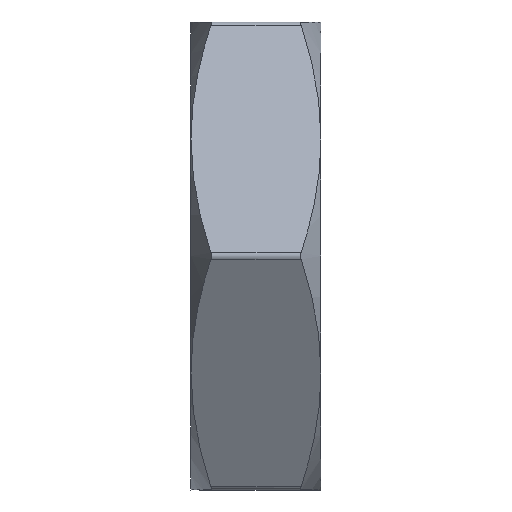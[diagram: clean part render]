
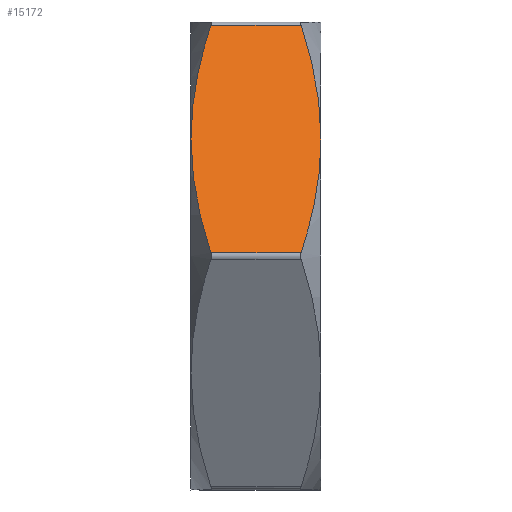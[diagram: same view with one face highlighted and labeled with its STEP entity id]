
A CAD part, left-side view. The second image highlights one B-rep face of the part: STEP entity #15172.
In plain terms, the highlighted planar face has unit normal (-0.866, 0, 0.5).
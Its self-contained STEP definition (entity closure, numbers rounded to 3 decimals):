
#477 = EDGE_CURVE ( 'NONE', #2554, #2730, #8069, .T. ) ;
#808 = CARTESIAN_POINT ( 'NONE',  ( -20.64, 3.475, 0.25 ) ) ;
#844 = CARTESIAN_POINT ( 'NONE',  ( -15.588, -5., 9. ) ) ;
#1112 = EDGE_CURVE ( 'NONE', #2730, #9083, #2156, .T. ) ;
#1323 = CARTESIAN_POINT ( 'NONE',  ( -10.537, 5., 17.75 ) ) ;
#1431 = DIRECTION ( 'NONE',  ( 0., 1., 0. ) ) ;
#1765 = CARTESIAN_POINT ( 'NONE',  ( -19.816, 3.941, 1.678 ) ) ;
#2156 = LINE ( 'NONE', #1323, #7371 ) ;
#2554 = VERTEX_POINT ( 'NONE', #6256 ) ;
#2730 = VERTEX_POINT ( 'NONE', #2733 ) ;
#2733 = CARTESIAN_POINT ( 'NONE',  ( -10.537, -3.475, 17.75 ) ) ;
#3221 = VERTEX_POINT ( 'NONE', #4584 ) ;
#3341 = CARTESIAN_POINT ( 'NONE',  ( -18.981, -4.326, 3.124 ) ) ;
#3573 = CARTESIAN_POINT ( 'NONE',  ( -13.878, 4.855, 11.962 ) ) ;
#3910 = CARTESIAN_POINT ( 'NONE',  ( -20.785, 5., 0. ) ) ;
#4117 = CARTESIAN_POINT ( 'NONE',  ( -16.018, 4.991, 8.256 ) ) ;
#4350 = EDGE_LOOP ( 'NONE', ( #12054, #7231, #13857, #10319, #14772, #6326 ) ) ;
#4584 = CARTESIAN_POINT ( 'NONE',  ( -15.588, 5., 9. ) ) ;
#4885 = EDGE_CURVE ( 'NONE', #3221, #6655, #10984, .T. ) ;
#5104 = DIRECTION ( 'NONE',  ( -0.5, 0., -0.866 ) ) ;
#5329 = CARTESIAN_POINT ( 'NONE',  ( -17.299, 4.825, 6.037 ) ) ;
#5681 = CARTESIAN_POINT ( 'NONE',  ( -14.73, -4.956, 10.486 ) ) ;
#5732 = CARTESIAN_POINT ( 'NONE',  ( -13.878, -4.825, 11.963 ) ) ;
#6256 = CARTESIAN_POINT ( 'NONE',  ( -15.588, -5., 9. ) ) ;
#6326 = ORIENTED_EDGE ( 'NONE', *, *, #6538, .T. ) ;
#6523 = CARTESIAN_POINT ( 'NONE',  ( -18.984, 4.324, 3.119 ) ) ;
#6538 = EDGE_CURVE ( 'NONE', #9083, #3221, #11095, .T. ) ;
#6549 = VECTOR ( 'NONE', #10255, 1000. ) ;
#6655 = VERTEX_POINT ( 'NONE', #808 ) ;
#6871 = CARTESIAN_POINT ( 'NONE',  ( -14.517, -4.929, 10.857 ) ) ;
#6926 = CARTESIAN_POINT ( 'NONE',  ( -13.455, -4.722, 12.696 ) ) ;
#6951 = CARTESIAN_POINT ( 'NONE',  ( -20.64, -3.475, 0.25 ) ) ;
#7029 = CARTESIAN_POINT ( 'NONE',  ( -11.361, -3.941, 16.322 ) ) ;
#7187 = CARTESIAN_POINT ( 'NONE',  ( -10.537, 3.475, 17.75 ) ) ;
#7231 = ORIENTED_EDGE ( 'NONE', *, *, #11727, .T. ) ;
#7371 = VECTOR ( 'NONE', #1431, 1000. ) ;
#7786 = CARTESIAN_POINT ( 'NONE',  ( -16.447, 4.956, 7.514 ) ) ;
#7866 = AXIS2_PLACEMENT_3D ( 'NONE', #3910, #13577, #5104 ) ;
#7913 = CARTESIAN_POINT ( 'NONE',  ( -20.64, 5., 0.25 ) ) ;
#8069 = B_SPLINE_CURVE_WITH_KNOTS ( 'NONE', 3,
 ( #9390, #10395, #12886, #5681, #6871, #5732, #6926, #9290, #7029, #13140 ),
 .UNSPECIFIED., .F., .F.,
 ( 4, 2, 2, 2, 4 ),
 ( 0.011, 0.012, 0.013, 0.016, 0.021 ),
 .UNSPECIFIED. ) ;
#8073 = CARTESIAN_POINT ( 'NONE',  ( -19.814, -3.942, 1.682 ) ) ;
#8402 = FACE_OUTER_BOUND ( 'NONE', #4350, .T. ) ;
#8417 = CARTESIAN_POINT ( 'NONE',  ( -14.728, 5., 10.49 ) ) ;
#8837 = B_SPLINE_CURVE_WITH_KNOTS ( 'NONE', 3,
 ( #6951, #8073, #3341, #10536, #9367, #844 ),
 .UNSPECIFIED., .F., .F.,
 ( 4, 2, 4 ),
 ( 0., 0.005, 0.011 ),
 .UNSPECIFIED. ) ;
#8935 = CARTESIAN_POINT ( 'NONE',  ( -15.588, 5., 9. ) ) ;
#9083 = VERTEX_POINT ( 'NONE', #14156 ) ;
#9290 = CARTESIAN_POINT ( 'NONE',  ( -12.193, -4.324, 14.881 ) ) ;
#9367 = CARTESIAN_POINT ( 'NONE',  ( -16.449, -5., 7.51 ) ) ;
#9390 = CARTESIAN_POINT ( 'NONE',  ( -15.588, -5., 9. ) ) ;
#9869 = PLANE ( 'NONE',  #7866 ) ;
#10255 = DIRECTION ( 'NONE',  ( 0., -1., 0. ) ) ;
#10319 = ORIENTED_EDGE ( 'NONE', *, *, #477, .T. ) ;
#10395 = CARTESIAN_POINT ( 'NONE',  ( -15.374, -5., 9.371 ) ) ;
#10536 = CARTESIAN_POINT ( 'NONE',  ( -17.299, -4.855, 6.038 ) ) ;
#10769 = CARTESIAN_POINT ( 'NONE',  ( -12.196, 4.326, 14.876 ) ) ;
#10984 = B_SPLINE_CURVE_WITH_KNOTS ( 'NONE', 3,
 ( #8935, #11303, #4117, #7786, #12532, #5329, #13732, #6523, #1765, #14934 ),
 .UNSPECIFIED., .F., .F.,
 ( 4, 2, 2, 2, 4 ),
 ( 0.011, 0.012, 0.013, 0.016, 0.021 ),
 .UNSPECIFIED. ) ;
#11093 = VERTEX_POINT ( 'NONE', #13449 ) ;
#11095 = B_SPLINE_CURVE_WITH_KNOTS ( 'NONE', 3,
 ( #7187, #15540, #10769, #3573, #8417, #11933 ),
 .UNSPECIFIED., .F., .F.,
 ( 4, 2, 4 ),
 ( 0., 0.005, 0.011 ),
 .UNSPECIFIED. ) ;
#11303 = CARTESIAN_POINT ( 'NONE',  ( -15.803, 5., 8.629 ) ) ;
#11727 = EDGE_CURVE ( 'NONE', #6655, #11093, #13876, .T. ) ;
#11933 = CARTESIAN_POINT ( 'NONE',  ( -15.588, 5., 9. ) ) ;
#12054 = ORIENTED_EDGE ( 'NONE', *, *, #4885, .T. ) ;
#12532 = CARTESIAN_POINT ( 'NONE',  ( -16.66, 4.929, 7.143 ) ) ;
#12650 = EDGE_CURVE ( 'NONE', #11093, #2554, #8837, .T. ) ;
#12886 = CARTESIAN_POINT ( 'NONE',  ( -15.159, -4.991, 9.744 ) ) ;
#13140 = CARTESIAN_POINT ( 'NONE',  ( -10.537, -3.475, 17.75 ) ) ;
#13449 = CARTESIAN_POINT ( 'NONE',  ( -20.64, -3.475, 0.25 ) ) ;
#13577 = DIRECTION ( 'NONE',  ( 0.866, 0., -0.5 ) ) ;
#13732 = CARTESIAN_POINT ( 'NONE',  ( -17.722, 4.722, 5.304 ) ) ;
#13857 = ORIENTED_EDGE ( 'NONE', *, *, #12650, .T. ) ;
#13876 = LINE ( 'NONE', #7913, #6549 ) ;
#14156 = CARTESIAN_POINT ( 'NONE',  ( -10.537, 3.475, 17.75 ) ) ;
#14772 = ORIENTED_EDGE ( 'NONE', *, *, #1112, .T. ) ;
#14934 = CARTESIAN_POINT ( 'NONE',  ( -20.64, 3.475, 0.25 ) ) ;
#15172 = ADVANCED_FACE ( 'NONE', ( #8402 ), #9869, .F. ) ;
#15540 = CARTESIAN_POINT ( 'NONE',  ( -11.363, 3.942, 16.318 ) ) ;
